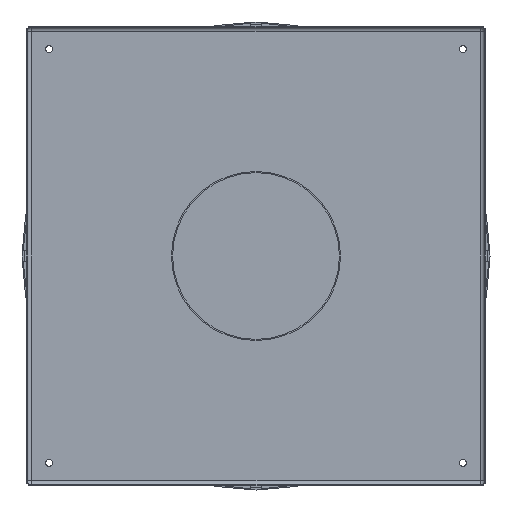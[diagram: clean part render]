
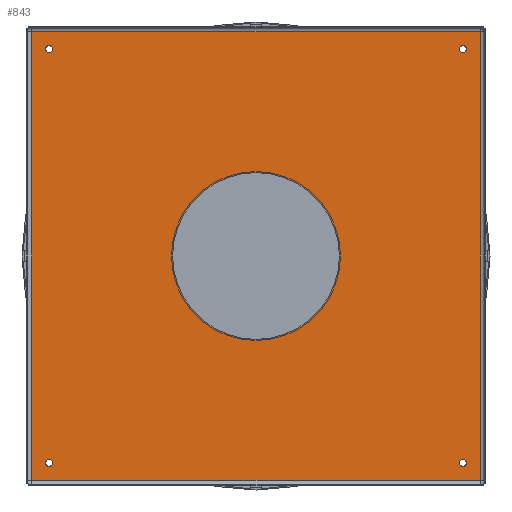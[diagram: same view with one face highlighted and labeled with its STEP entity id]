
A CAD part, front view. The second image highlights one B-rep face of the part: STEP entity #843.
In plain terms, the highlighted planar face has unit normal (0, -1, 0).
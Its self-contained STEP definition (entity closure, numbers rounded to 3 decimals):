
#497 = EDGE_CURVE ( 'NONE', #498, #499, #3441, .T. ) ;
#498 = VERTEX_POINT ( 'NONE', #3436 ) ;
#499 = VERTEX_POINT ( 'NONE', #3435 ) ;
#500 = EDGE_CURVE ( 'NONE', #528, #501, #3434, .T. ) ;
#501 = VERTEX_POINT ( 'NONE', #3429 ) ;
#511 = EDGE_CURVE ( 'NONE', #512, #513, #3471, .T. ) ;
#512 = VERTEX_POINT ( 'NONE', #3463 ) ;
#513 = VERTEX_POINT ( 'NONE', #3462 ) ;
#528 = VERTEX_POINT ( 'NONE', #3497 ) ;
#548 = EDGE_CURVE ( 'NONE', #549, #550, #3529, .T. ) ;
#549 = VERTEX_POINT ( 'NONE', #3519 ) ;
#550 = VERTEX_POINT ( 'NONE', #3518 ) ;
#564 = EDGE_CURVE ( 'NONE', #565, #566, #3563, .T. ) ;
#565 = VERTEX_POINT ( 'NONE', #3553 ) ;
#566 = VERTEX_POINT ( 'NONE', #3552 ) ;
#814 = ORIENTED_EDGE ( 'NONE', *, *, #815, .F. ) ;
#815 = EDGE_CURVE ( 'NONE', #816, #890, #3995, .T. ) ;
#816 = VERTEX_POINT ( 'NONE', #3991 ) ;
#817 = ORIENTED_EDGE ( 'NONE', *, *, #818, .F. ) ;
#818 = EDGE_CURVE ( 'NONE', #819, #816, #3990, .T. ) ;
#819 = VERTEX_POINT ( 'NONE', #3986 ) ;
#820 = ORIENTED_EDGE ( 'NONE', *, *, #821, .F. ) ;
#821 = EDGE_CURVE ( 'NONE', #891, #819, #3985, .T. ) ;
#825 = ORIENTED_EDGE ( 'NONE', *, *, #511, .T. ) ;
#826 = EDGE_LOOP ( 'NONE', ( #827, #829 ) ) ;
#827 = ORIENTED_EDGE ( 'NONE', *, *, #828, .T. ) ;
#828 = EDGE_CURVE ( 'NONE', #499, #498, #4035, .T. ) ;
#829 = ORIENTED_EDGE ( 'NONE', *, *, #497, .T. ) ;
#830 = EDGE_LOOP ( 'NONE', ( #831, #833 ) ) ;
#831 = ORIENTED_EDGE ( 'NONE', *, *, #832, .T. ) ;
#832 = EDGE_CURVE ( 'NONE', #566, #565, #4030, .T. ) ;
#833 = ORIENTED_EDGE ( 'NONE', *, *, #564, .T. ) ;
#834 = EDGE_LOOP ( 'NONE', ( #835, #837 ) ) ;
#835 = ORIENTED_EDGE ( 'NONE', *, *, #836, .T. ) ;
#836 = EDGE_CURVE ( 'NONE', #550, #549, #4025, .T. ) ;
#837 = ORIENTED_EDGE ( 'NONE', *, *, #548, .T. ) ;
#843 = ADVANCED_FACE ( 'NONE', ( #4011, #4010, #4009, #3511, #4070, #4069 ), #4068, .F. ) ;
#844 = EDGE_LOOP ( 'NONE', ( #845, #847 ) ) ;
#845 = ORIENTED_EDGE ( 'NONE', *, *, #846, .T. ) ;
#846 = EDGE_CURVE ( 'NONE', #501, #528, #4067, .T. ) ;
#847 = ORIENTED_EDGE ( 'NONE', *, *, #500, .T. ) ;
#848 = EDGE_LOOP ( 'NONE', ( #849, #825 ) ) ;
#849 = ORIENTED_EDGE ( 'NONE', *, *, #850, .T. ) ;
#850 = EDGE_CURVE ( 'NONE', #513, #512, #4058, .T. ) ;
#887 = EDGE_LOOP ( 'NONE', ( #888, #814, #817, #820 ) ) ;
#888 = ORIENTED_EDGE ( 'NONE', *, *, #889, .F. ) ;
#889 = EDGE_CURVE ( 'NONE', #890, #891, #4122, .T. ) ;
#890 = VERTEX_POINT ( 'NONE', #4118 ) ;
#891 = VERTEX_POINT ( 'NONE', #4117 ) ;
#3429 = CARTESIAN_POINT ( 'NONE',  ( 0., -1., 72.5 ) ) ;
#3430 = DIRECTION ( 'NONE',  ( 0., 0., 1. ) ) ;
#3431 = DIRECTION ( 'NONE',  ( 0., 1., 0. ) ) ;
#3432 = CARTESIAN_POINT ( 'NONE',  ( 0., -1., 0. ) ) ;
#3433 = AXIS2_PLACEMENT_3D ( 'NONE', #3432, #3431, #3430 ) ;
#3434 = CIRCLE ( 'NONE', #3433, 72.5 ) ;
#3435 = CARTESIAN_POINT ( 'NONE',  ( -180., -1., 183. ) ) ;
#3436 = CARTESIAN_POINT ( 'NONE',  ( -180., -1., 177. ) ) ;
#3437 = DIRECTION ( 'NONE',  ( 0., 0., 1. ) ) ;
#3438 = DIRECTION ( 'NONE',  ( 0., 1., 0. ) ) ;
#3439 = CARTESIAN_POINT ( 'NONE',  ( -180., -1., 180. ) ) ;
#3440 = AXIS2_PLACEMENT_3D ( 'NONE', #3439, #3438, #3437 ) ;
#3441 = CIRCLE ( 'NONE', #3440, 3. ) ;
#3462 = CARTESIAN_POINT ( 'NONE',  ( -180., -1., -177. ) ) ;
#3463 = CARTESIAN_POINT ( 'NONE',  ( -180., -1., -183. ) ) ;
#3464 = DIRECTION ( 'NONE',  ( 0., 0., 1. ) ) ;
#3465 = DIRECTION ( 'NONE',  ( 0., 1., 0. ) ) ;
#3466 = CARTESIAN_POINT ( 'NONE',  ( -180., -1., -180. ) ) ;
#3467 = AXIS2_PLACEMENT_3D ( 'NONE', #3466, #3465, #3464 ) ;
#3471 = CIRCLE ( 'NONE', #3467, 3. ) ;
#3497 = CARTESIAN_POINT ( 'NONE',  ( 0., -1., -72.5 ) ) ;
#3511 = FACE_BOUND ( 'NONE', #830, .T. ) ;
#3518 = CARTESIAN_POINT ( 'NONE',  ( 180., -1., -177. ) ) ;
#3519 = CARTESIAN_POINT ( 'NONE',  ( 180., -1., -183. ) ) ;
#3520 = DIRECTION ( 'NONE',  ( 0., 0., 1. ) ) ;
#3521 = DIRECTION ( 'NONE',  ( 0., 1., 0. ) ) ;
#3522 = CARTESIAN_POINT ( 'NONE',  ( 180., -1., -180. ) ) ;
#3523 = AXIS2_PLACEMENT_3D ( 'NONE', #3522, #3521, #3520 ) ;
#3529 = CIRCLE ( 'NONE', #3523, 3. ) ;
#3552 = CARTESIAN_POINT ( 'NONE',  ( 180., -1., 183. ) ) ;
#3553 = CARTESIAN_POINT ( 'NONE',  ( 180., -1., 177. ) ) ;
#3554 = DIRECTION ( 'NONE',  ( 0., 0., 1. ) ) ;
#3555 = DIRECTION ( 'NONE',  ( 0., 1., 0. ) ) ;
#3556 = CARTESIAN_POINT ( 'NONE',  ( 180., -1., 180. ) ) ;
#3557 = AXIS2_PLACEMENT_3D ( 'NONE', #3556, #3555, #3554 ) ;
#3563 = CIRCLE ( 'NONE', #3557, 3. ) ;
#3982 = DIRECTION ( 'NONE',  ( -1., 0., 0. ) ) ;
#3983 = VECTOR ( 'NONE', #3982, 1000. ) ;
#3984 = CARTESIAN_POINT ( 'NONE',  ( -200., -1., -195. ) ) ;
#3985 = LINE ( 'NONE', #3984, #3983 ) ;
#3986 = CARTESIAN_POINT ( 'NONE',  ( -195., -1., -195. ) ) ;
#3987 = DIRECTION ( 'NONE',  ( 0., 0., 1. ) ) ;
#3988 = VECTOR ( 'NONE', #3987, 1000. ) ;
#3989 = CARTESIAN_POINT ( 'NONE',  ( -195., -1., 200. ) ) ;
#3990 = LINE ( 'NONE', #3989, #3988 ) ;
#3991 = CARTESIAN_POINT ( 'NONE',  ( -195., -1., 195. ) ) ;
#3992 = DIRECTION ( 'NONE',  ( 1., 0., 0. ) ) ;
#3993 = VECTOR ( 'NONE', #3992, 1000. ) ;
#3994 = CARTESIAN_POINT ( 'NONE',  ( -200., -1., 195. ) ) ;
#3995 = LINE ( 'NONE', #3994, #3993 ) ;
#4009 = FACE_BOUND ( 'NONE', #826, .T. ) ;
#4010 = FACE_BOUND ( 'NONE', #848, .T. ) ;
#4011 = FACE_BOUND ( 'NONE', #844, .T. ) ;
#4021 = DIRECTION ( 'NONE',  ( 0., 0., 1. ) ) ;
#4022 = DIRECTION ( 'NONE',  ( 0., 1., 0. ) ) ;
#4023 = CARTESIAN_POINT ( 'NONE',  ( 180., -1., -180. ) ) ;
#4024 = AXIS2_PLACEMENT_3D ( 'NONE', #4023, #4022, #4021 ) ;
#4025 = CIRCLE ( 'NONE', #4024, 3. ) ;
#4026 = DIRECTION ( 'NONE',  ( 0., 0., 1. ) ) ;
#4027 = DIRECTION ( 'NONE',  ( 0., 1., 0. ) ) ;
#4028 = CARTESIAN_POINT ( 'NONE',  ( 180., -1., 180. ) ) ;
#4029 = AXIS2_PLACEMENT_3D ( 'NONE', #4028, #4027, #4026 ) ;
#4030 = CIRCLE ( 'NONE', #4029, 3. ) ;
#4031 = DIRECTION ( 'NONE',  ( 0., 0., 1. ) ) ;
#4032 = DIRECTION ( 'NONE',  ( 0., 1., 0. ) ) ;
#4033 = CARTESIAN_POINT ( 'NONE',  ( -180., -1., 180. ) ) ;
#4034 = AXIS2_PLACEMENT_3D ( 'NONE', #4033, #4032, #4031 ) ;
#4035 = CIRCLE ( 'NONE', #4034, 3. ) ;
#4054 = DIRECTION ( 'NONE',  ( 0., 0., 1. ) ) ;
#4055 = DIRECTION ( 'NONE',  ( 0., 1., 0. ) ) ;
#4056 = CARTESIAN_POINT ( 'NONE',  ( -180., -1., -180. ) ) ;
#4057 = AXIS2_PLACEMENT_3D ( 'NONE', #4056, #4055, #4054 ) ;
#4058 = CIRCLE ( 'NONE', #4057, 3. ) ;
#4059 = DIRECTION ( 'NONE',  ( 0., 0., 1. ) ) ;
#4060 = DIRECTION ( 'NONE',  ( 0., 1., 0. ) ) ;
#4061 = CARTESIAN_POINT ( 'NONE',  ( 0., -1., 0. ) ) ;
#4062 = AXIS2_PLACEMENT_3D ( 'NONE', #4061, #4060, #4059 ) ;
#4063 = DIRECTION ( 'NONE',  ( 0., 0., 1. ) ) ;
#4064 = DIRECTION ( 'NONE',  ( 0., 1., 0. ) ) ;
#4065 = CARTESIAN_POINT ( 'NONE',  ( -200., -1., 200. ) ) ;
#4066 = AXIS2_PLACEMENT_3D ( 'NONE', #4065, #4064, #4063 ) ;
#4067 = CIRCLE ( 'NONE', #4062, 72.5 ) ;
#4068 = PLANE ( 'NONE',  #4066 ) ;
#4069 = FACE_OUTER_BOUND ( 'NONE', #887, .T. ) ;
#4070 = FACE_BOUND ( 'NONE', #834, .T. ) ;
#4117 = CARTESIAN_POINT ( 'NONE',  ( 195., -1., -195. ) ) ;
#4118 = CARTESIAN_POINT ( 'NONE',  ( 195., -1., 195. ) ) ;
#4119 = DIRECTION ( 'NONE',  ( 0., 0., -1. ) ) ;
#4120 = VECTOR ( 'NONE', #4119, 1000. ) ;
#4121 = CARTESIAN_POINT ( 'NONE',  ( 195., -1., 200. ) ) ;
#4122 = LINE ( 'NONE', #4121, #4120 ) ;
